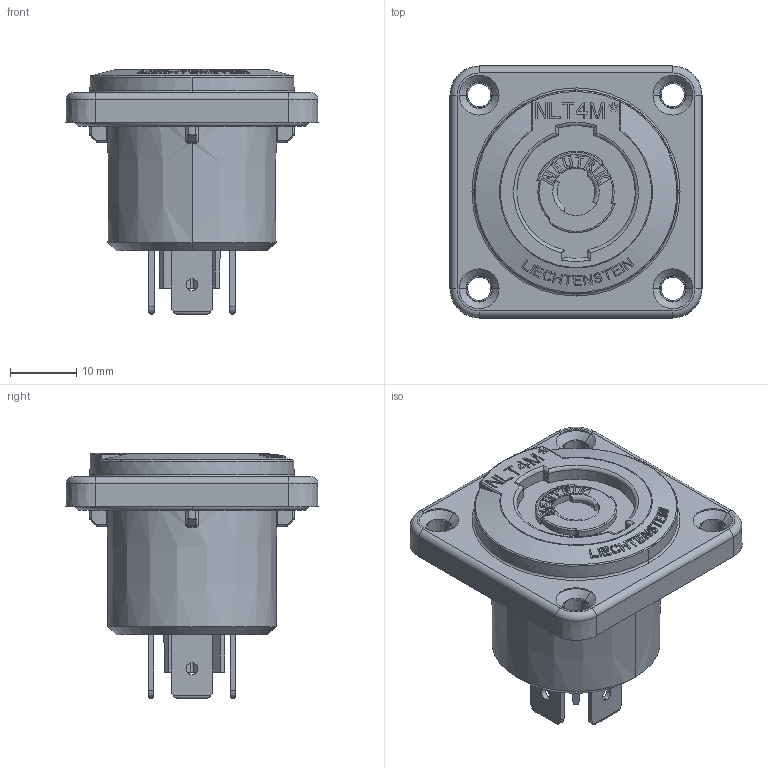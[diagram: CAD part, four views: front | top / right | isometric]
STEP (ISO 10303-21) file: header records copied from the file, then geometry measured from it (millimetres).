
FILE_DESCRIPTION((''),'2;1');
FILE_NAME('NLT4MPXX','2021-02-15T10:06:22',('sfr'),(''),'CREO PARAMETRIC BY PTC INC, 2019080','CREO PARAMETRIC BY PTC INC, 2019080','');
FILE_SCHEMA(('CONFIG_CONTROL_DESIGN'));
Length unit declared in the file: millimetre
Products named in the file (1): NLT4MPXX
Bounding box: 38 x 38 x 36.95 mm (x, y, z)
Volume: 17265.1 mm3; surface area: 9672.6 mm2
Topology: 1 solids, 3 shells, 1413 faces, 3514 edges, 2168 vertices
Faces by surface type: plane 691, cylinder 299, torus 170, bspline 88, sphere 88, cone 67, extrusion 10
Entity records: 47286 total; most frequent: CARTESIAN_POINT 14607, ORIENTED_EDGE 7028, DIRECTION 6514, EDGE_CURVE 3514, AXIS2_PLACEMENT_3D 2359, VERTEX_POINT 2168, VECTOR 1796, LINE 1786
